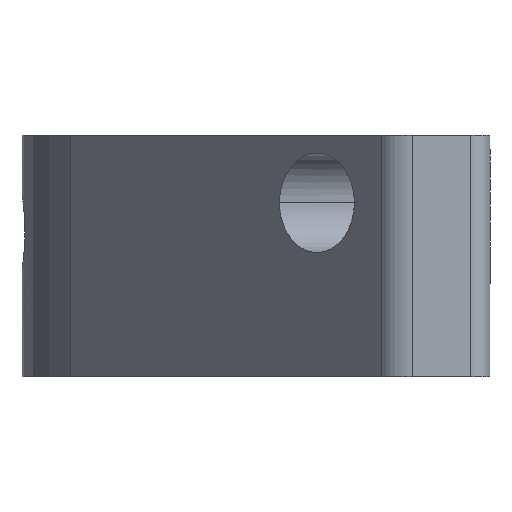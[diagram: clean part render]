
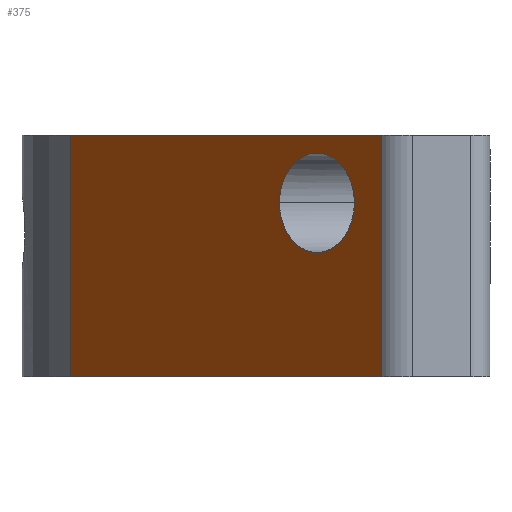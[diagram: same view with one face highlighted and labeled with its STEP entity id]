
A CAD part, left-side view. The second image highlights one B-rep face of the part: STEP entity #375.
In plain terms, the highlighted planar face has unit normal (-0.6, 0.8, 0).
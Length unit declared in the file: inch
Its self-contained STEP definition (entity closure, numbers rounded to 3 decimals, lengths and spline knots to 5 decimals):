
#7 = LINE ( 'NONE', #768, #204 ) ;
#90 = AXIS2_PLACEMENT_3D ( 'NONE', #154, #597, #443 ) ;
#99 = EDGE_LOOP ( 'NONE', ( #368, #218, #869, #830 ) ) ;
#112 = ORIENTED_EDGE ( 'NONE', *, *, #374, .T. ) ;
#120 = DIRECTION ( 'NONE',  ( 0., 0., 1. ) ) ;
#121 = VECTOR ( 'NONE', #150, 39.37008 ) ;
#149 = CARTESIAN_POINT ( 'NONE',  ( -0.809, 0.54355, 0.45 ) ) ;
#150 = DIRECTION ( 'NONE',  ( 0., 0., -1. ) ) ;
#154 = CARTESIAN_POINT ( 'NONE',  ( -1.2, 0.25, 0.625 ) ) ;
#203 = CARTESIAN_POINT ( 'NONE',  ( -1.16004, 0.28, 0.625 ) ) ;
#204 = VECTOR ( 'NONE', #395, 39.37008 ) ;
#218 = ORIENTED_EDGE ( 'NONE', *, *, #219, .T. ) ;
#219 = EDGE_CURVE ( 'NONE', #282, #698, #797, .T. ) ;
#225 = EDGE_LOOP ( 'NONE', ( #966, #112 ) ) ;
#226 = CARTESIAN_POINT ( 'NONE',  ( -1.066, 0.3506, 0.193 ) ) ;
#232 = EDGE_CURVE ( 'NONE', #298, #282, #271, .T. ) ;
#265 = EDGE_CURVE ( 'NONE', #701, #511, #276, .T. ) ;
#271 = LINE ( 'NONE', #424, #928 ) ;
#276 =( BOUNDED_CURVE ( )  B_SPLINE_CURVE ( 3, ( #491, #866, #414, #277 ),
 .UNSPECIFIED., .F., .T. ) 
 B_SPLINE_CURVE_WITH_KNOTS ( ( 4, 4 ),
 ( 3.14159, 6.28319 ),
 .UNSPECIFIED. ) 
 CURVE ( )  GEOMETRIC_REPRESENTATION_ITEM ( )  RATIONAL_B_SPLINE_CURVE ( ( 1., 0.333, 0.333, 1. ) ) 
 REPRESENTATION_ITEM ( '' )  );
#277 = CARTESIAN_POINT ( 'NONE',  ( -1.066, 0.3506, 0.45 ) ) ;
#282 = VERTEX_POINT ( 'NONE', #794 ) ;
#298 = VERTEX_POINT ( 'NONE', #638 ) ;
#368 = ORIENTED_EDGE ( 'NONE', *, *, #232, .T. ) ;
#374 = EDGE_CURVE ( 'NONE', #511, #701, #425, .T. ) ;
#375 = ADVANCED_FACE ( 'NONE', ( #811, #753 ), #658, .F. ) ;
#395 = DIRECTION ( 'NONE',  ( -0.8, -0.6, 0. ) ) ;
#414 = CARTESIAN_POINT ( 'NONE',  ( -1.066, 0.3506, 0.707 ) ) ;
#424 = CARTESIAN_POINT ( 'NONE',  ( -1.2, 0.25, 0. ) ) ;
#425 =( BOUNDED_CURVE ( )  B_SPLINE_CURVE ( 3, ( #709, #226, #593, #149 ),
 .UNSPECIFIED., .F., .T. ) 
 B_SPLINE_CURVE_WITH_KNOTS ( ( 4, 4 ),
 ( 0., 3.14159 ),
 .UNSPECIFIED. ) 
 CURVE ( )  GEOMETRIC_REPRESENTATION_ITEM ( )  RATIONAL_B_SPLINE_CURVE ( ( 1., 0.333, 0.333, 1. ) ) 
 REPRESENTATION_ITEM ( '' )  );
#443 = DIRECTION ( 'NONE',  ( 0.8, 0.6, 0. ) ) ;
#479 = VERTEX_POINT ( 'NONE', #892 ) ;
#491 = CARTESIAN_POINT ( 'NONE',  ( -0.809, 0.54355, 0.45 ) ) ;
#511 = VERTEX_POINT ( 'NONE', #724 ) ;
#517 = VECTOR ( 'NONE', #120, 39.37008 ) ;
#585 = EDGE_CURVE ( 'NONE', #479, #698, #7, .T. ) ;
#593 = CARTESIAN_POINT ( 'NONE',  ( -0.809, 0.54355, 0.193 ) ) ;
#597 = DIRECTION ( 'NONE',  ( 0.6, -0.8, 0. ) ) ;
#612 = CARTESIAN_POINT ( 'NONE',  ( -0.08966, 1.08362, 0.625 ) ) ;
#638 = CARTESIAN_POINT ( 'NONE',  ( -0.08966, 1.08362, 0. ) ) ;
#644 = EDGE_CURVE ( 'NONE', #479, #298, #908, .T. ) ;
#647 = DIRECTION ( 'NONE',  ( -0.8, -0.6, 0. ) ) ;
#658 = PLANE ( 'NONE',  #90 ) ;
#698 = VERTEX_POINT ( 'NONE', #838 ) ;
#701 = VERTEX_POINT ( 'NONE', #843 ) ;
#709 = CARTESIAN_POINT ( 'NONE',  ( -1.066, 0.3506, 0.45 ) ) ;
#724 = CARTESIAN_POINT ( 'NONE',  ( -1.066, 0.3506, 0.45 ) ) ;
#753 = FACE_OUTER_BOUND ( 'NONE', #99, .T. ) ;
#768 = CARTESIAN_POINT ( 'NONE',  ( -1.2, 0.25, 0.625 ) ) ;
#794 = CARTESIAN_POINT ( 'NONE',  ( -1.16004, 0.28, 0. ) ) ;
#797 = LINE ( 'NONE', #203, #517 ) ;
#811 = FACE_BOUND ( 'NONE', #225, .T. ) ;
#830 = ORIENTED_EDGE ( 'NONE', *, *, #644, .T. ) ;
#838 = CARTESIAN_POINT ( 'NONE',  ( -1.16004, 0.28, 0.625 ) ) ;
#843 = CARTESIAN_POINT ( 'NONE',  ( -0.809, 0.54355, 0.45 ) ) ;
#866 = CARTESIAN_POINT ( 'NONE',  ( -0.809, 0.54355, 0.707 ) ) ;
#869 = ORIENTED_EDGE ( 'NONE', *, *, #585, .F. ) ;
#892 = CARTESIAN_POINT ( 'NONE',  ( -0.08966, 1.08362, 0.625 ) ) ;
#908 = LINE ( 'NONE', #612, #121 ) ;
#928 = VECTOR ( 'NONE', #647, 39.37008 ) ;
#966 = ORIENTED_EDGE ( 'NONE', *, *, #265, .T. ) ;
